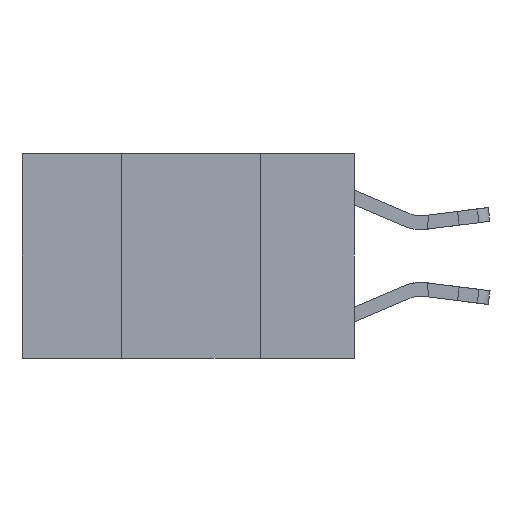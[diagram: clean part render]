
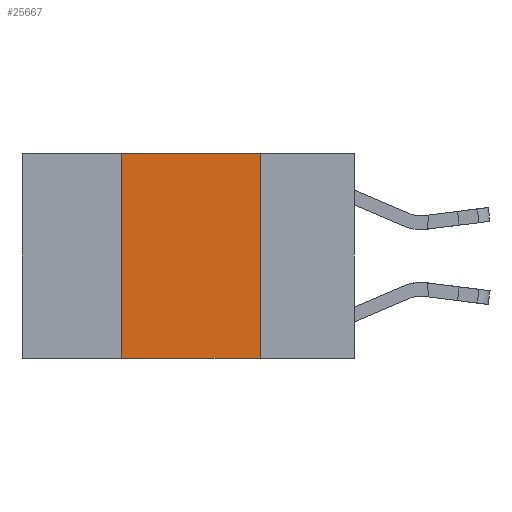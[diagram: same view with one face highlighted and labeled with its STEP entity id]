
A CAD part, left-side view. The second image highlights one B-rep face of the part: STEP entity #25667.
In plain terms, the highlighted planar face has unit normal (-1, 0, 0).
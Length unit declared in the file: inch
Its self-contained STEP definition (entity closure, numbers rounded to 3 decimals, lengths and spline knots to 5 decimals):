
#469 = EDGE_LOOP ( 'NONE', ( #2820, #2461, #8607, #6455 ) ) ;
#829 = VECTOR ( 'NONE', #21526, 39.37008 ) ;
#1445 = LINE ( 'NONE', #17536, #829 ) ;
#2211 = VERTEX_POINT ( 'NONE', #5379 ) ;
#2287 = CARTESIAN_POINT ( 'NONE',  ( 0., 0.6, -0.37 ) ) ;
#2461 = ORIENTED_EDGE ( 'NONE', *, *, #23000, .F. ) ;
#2512 = LINE ( 'NONE', #19881, #7238 ) ;
#2820 = ORIENTED_EDGE ( 'NONE', *, *, #13270, .F. ) ;
#3856 = FACE_OUTER_BOUND ( 'NONE', #469, .T. ) ;
#4022 = CARTESIAN_POINT ( 'NONE',  ( 0., 0.17, 0. ) ) ;
#4051 = AXIS2_PLACEMENT_3D ( 'NONE', #4264, #18389, #6308 ) ;
#4264 = CARTESIAN_POINT ( 'NONE',  ( 0., 0.6, 0. ) ) ;
#5379 = CARTESIAN_POINT ( 'NONE',  ( 0., 0.17, 0. ) ) ;
#6065 = VERTEX_POINT ( 'NONE', #11194 ) ;
#6194 = VERTEX_POINT ( 'NONE', #19640 ) ;
#6308 = DIRECTION ( 'NONE',  ( 0., 0., -1. ) ) ;
#6455 = ORIENTED_EDGE ( 'NONE', *, *, #9220, .T. ) ;
#7238 = VECTOR ( 'NONE', #21885, 39.37008 ) ;
#8366 = DIRECTION ( 'NONE',  ( 0., -1., 0. ) ) ;
#8607 = ORIENTED_EDGE ( 'NONE', *, *, #10567, .F. ) ;
#9220 = EDGE_CURVE ( 'NONE', #10375, #6065, #13300, .T. ) ;
#10375 = VERTEX_POINT ( 'NONE', #23279 ) ;
#10567 = EDGE_CURVE ( 'NONE', #10375, #6194, #2512, .T. ) ;
#11194 = CARTESIAN_POINT ( 'NONE',  ( 0., 0.17, -0.37 ) ) ;
#13270 = EDGE_CURVE ( 'NONE', #2211, #6065, #14371, .T. ) ;
#13300 = LINE ( 'NONE', #2287, #16144 ) ;
#13724 = VECTOR ( 'NONE', #20209, 39.37008 ) ;
#14371 = LINE ( 'NONE', #4022, #13724 ) ;
#16144 = VECTOR ( 'NONE', #8366, 39.37008 ) ;
#16348 = PLANE ( 'NONE',  #4051 ) ;
#17536 = CARTESIAN_POINT ( 'NONE',  ( 0., 0.6, 0. ) ) ;
#18389 = DIRECTION ( 'NONE',  ( 1., 0., 0. ) ) ;
#19640 = CARTESIAN_POINT ( 'NONE',  ( 0., 0.42, 0. ) ) ;
#19881 = CARTESIAN_POINT ( 'NONE',  ( 0., 0.42, 0. ) ) ;
#20209 = DIRECTION ( 'NONE',  ( 0., 0., -1. ) ) ;
#21526 = DIRECTION ( 'NONE',  ( 0., -1., 0. ) ) ;
#21885 = DIRECTION ( 'NONE',  ( 0., 0., 1. ) ) ;
#23000 = EDGE_CURVE ( 'NONE', #6194, #2211, #1445, .T. ) ;
#23279 = CARTESIAN_POINT ( 'NONE',  ( 0., 0.42, -0.37 ) ) ;
#25667 = ADVANCED_FACE ( 'NONE', ( #3856 ), #16348, .F. ) ;
